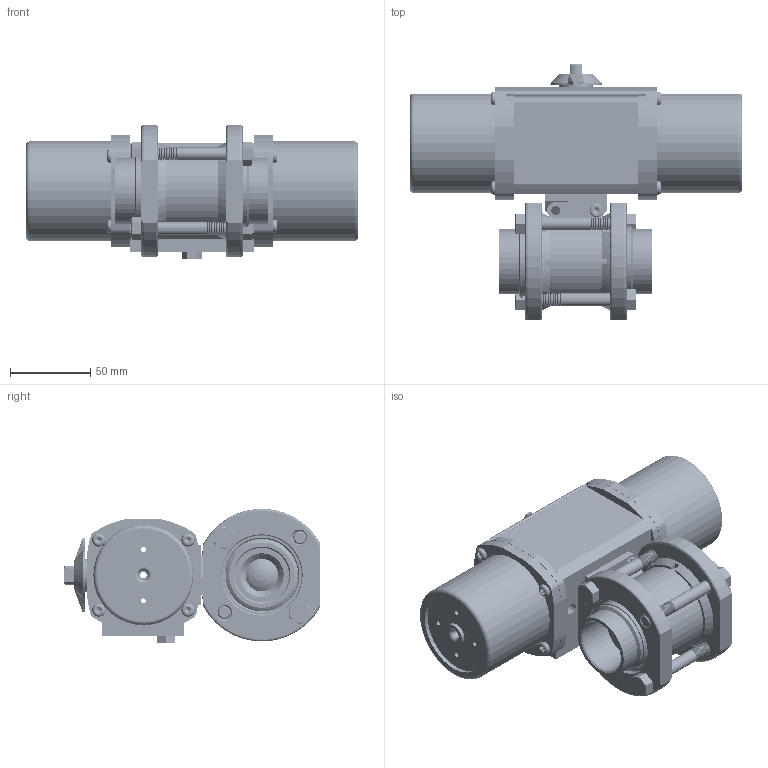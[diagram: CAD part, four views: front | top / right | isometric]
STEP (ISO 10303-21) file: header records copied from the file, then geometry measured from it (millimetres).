
FILE_DESCRIPTION (( 'STEP AP203' ), '1' );
FILE_NAME ('28XXSWSA512SR.step', '2018-04-11T12:20:32', ( '' ), ( '' ), 'SwSTEP 2.0', 'SolidWorks 2017', '' );
FILE_SCHEMA (( 'CONFIG_CONTROL_DESIGN' ));
Products named in the file (1): 28XXSWSA512SR
Bounding box: 206.38 x 159.47 x 83.5 mm (x, y, z)
Volume: 563666.3 mm3; surface area: 242754 mm2
Topology: 41 solids, 41 shells, 3691 faces, 9890 edges, 6261 vertices
Faces by surface type: cylinder 2049, cone 886, plane 497, bspline 129, torus 128, sphere 2
Entity records: 173845 total; most frequent: CARTESIAN_POINT 87403, ORIENTED_EDGE 19560, DIRECTION 17364, EDGE_CURVE 9780, AXIS2_PLACEMENT_3D 6912, VERTEX_POINT 6257, EDGE_LOOP 3945, ADVANCED_FACE 3691
